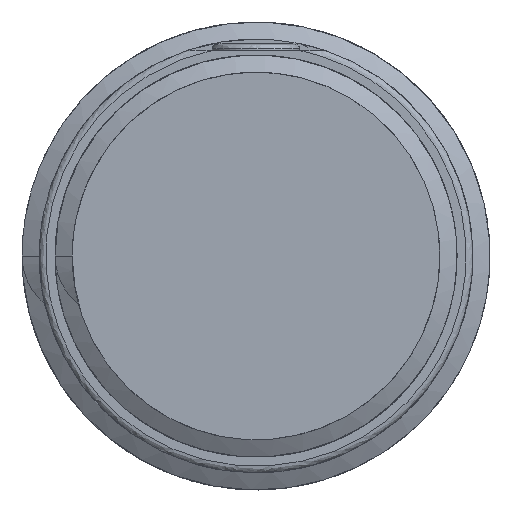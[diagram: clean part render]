
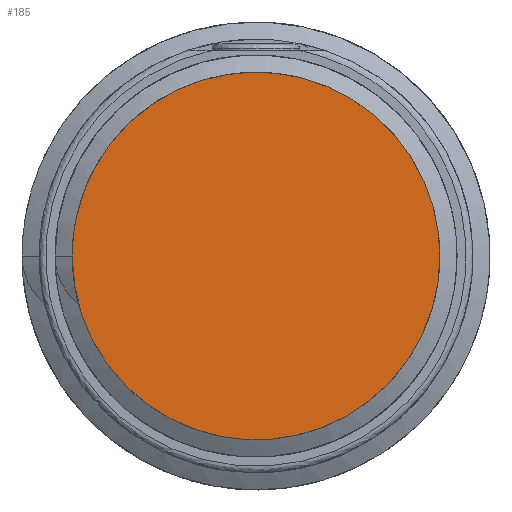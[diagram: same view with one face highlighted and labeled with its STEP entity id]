
A CAD part, left-side view. The second image highlights one B-rep face of the part: STEP entity #185.
In plain terms, the highlighted free-form (B-spline) face has degree [1, 1] with [2, 2] control points.
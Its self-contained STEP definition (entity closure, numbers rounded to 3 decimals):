
#164=CARTESIAN_POINT('',(0.,-25.05,25.05));
#165=CARTESIAN_POINT('',(0.,-25.05,-25.05));
#166=CARTESIAN_POINT('',(0.,25.05,25.05));
#167=CARTESIAN_POINT('',(0.,25.05,-25.05));
#168=B_SPLINE_SURFACE_WITH_KNOTS('',1,1,((#164,#165),(#166,#167)),.PLANE_SURF.,.F.,.F.,.U.,(2,2),(2,2),(-1.,2.),(-1.,2.),.UNSPECIFIED.);
#169=CARTESIAN_POINT('',(0.,8.35,0.));
#170=VERTEX_POINT('',#169);
#171=CARTESIAN_POINT('',(0.,8.35,0.));
#172=CARTESIAN_POINT('',(0.,8.35,-8.35));
#173=CARTESIAN_POINT('',(0.,0.,-8.35));
#174=CARTESIAN_POINT('',(0.,-8.35,-8.35));
#175=CARTESIAN_POINT('',(0.,-8.35,0.));
#176=CARTESIAN_POINT('',(0.,-8.35,8.35));
#177=CARTESIAN_POINT('',(0.,0.,8.35));
#178=CARTESIAN_POINT('',(0.,8.35,8.35));
#179=CARTESIAN_POINT('',(0.,8.35,0.));
#180=(BOUNDED_CURVE()B_SPLINE_CURVE(2,(#171,#172,#173,#174,#175,#176,#177,#178,#179),.CIRCULAR_ARC.,.T.,.U.)B_SPLINE_CURVE_WITH_KNOTS((3,2,2,2,3),(0.,0.25,0.5,0.75,1.),.UNSPECIFIED.)CURVE()GEOMETRIC_REPRESENTATION_ITEM()RATIONAL_B_SPLINE_CURVE((1.,0.707,1.,0.707,1.,0.707,1.,0.707,1.))REPRESENTATION_ITEM(''));
#181=EDGE_CURVE('',#170,#170,#180,.T.);
#182=ORIENTED_EDGE('',*,*,#181,.T.);
#183=EDGE_LOOP('',(#182));
#184=FACE_OUTER_BOUND('',#183,.T.);
#185=ADVANCED_FACE('',(#184),#168,.T.);
